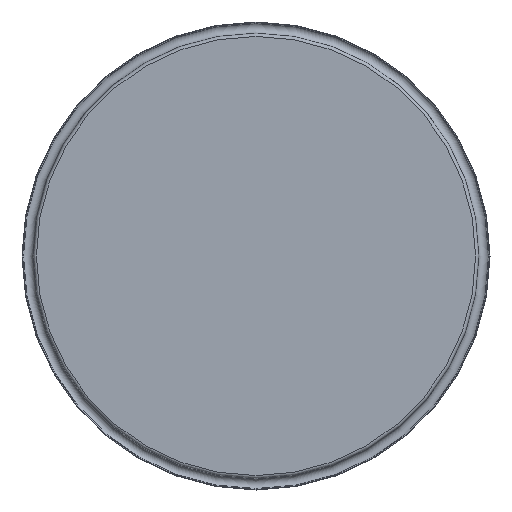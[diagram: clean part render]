
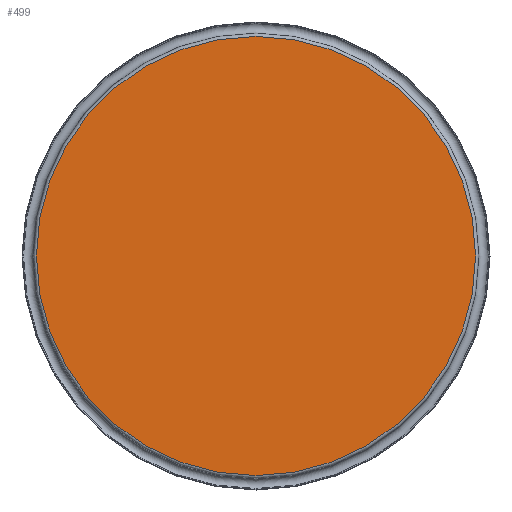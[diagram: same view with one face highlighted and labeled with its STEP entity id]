
A CAD part, left-side view. The second image highlights one B-rep face of the part: STEP entity #499.
In plain terms, the highlighted planar face has unit normal (-1, 0, 0).
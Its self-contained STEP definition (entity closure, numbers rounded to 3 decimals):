
#28=PLANE('',#575);
#45=FACE_OUTER_BOUND('',#78,.T.);
#78=EDGE_LOOP('',(#370,#371));
#123=CIRCLE('',#565,35.467);
#124=CIRCLE('',#566,35.467);
#220=VERTEX_POINT('',#966);
#221=VERTEX_POINT('',#967);
#272=EDGE_CURVE('',#220,#221,#123,.T.);
#273=EDGE_CURVE('',#221,#220,#124,.T.);
#370=ORIENTED_EDGE('',*,*,#272,.T.);
#371=ORIENTED_EDGE('',*,*,#273,.T.);
#499=ADVANCED_FACE('',(#45),#28,.T.);
#565=AXIS2_PLACEMENT_3D('',#968,#670,#671);
#566=AXIS2_PLACEMENT_3D('',#969,#672,#673);
#575=AXIS2_PLACEMENT_3D('',#983,#691,#692);
#670=DIRECTION('center_axis',(-1.,0.,0.));
#671=DIRECTION('ref_axis',(0.,0.,1.));
#672=DIRECTION('center_axis',(-1.,0.,0.));
#673=DIRECTION('ref_axis',(0.,0.,1.));
#691=DIRECTION('center_axis',(-1.,0.,0.));
#692=DIRECTION('ref_axis',(0.,0.,1.));
#966=CARTESIAN_POINT('',(-7.12,0.,35.467));
#967=CARTESIAN_POINT('',(-7.12,0.,-35.467));
#968=CARTESIAN_POINT('Origin',(-7.12,0.,0.));
#969=CARTESIAN_POINT('Origin',(-7.12,0.,0.));
#983=CARTESIAN_POINT('Origin',(-7.12,-35.15,0.));
